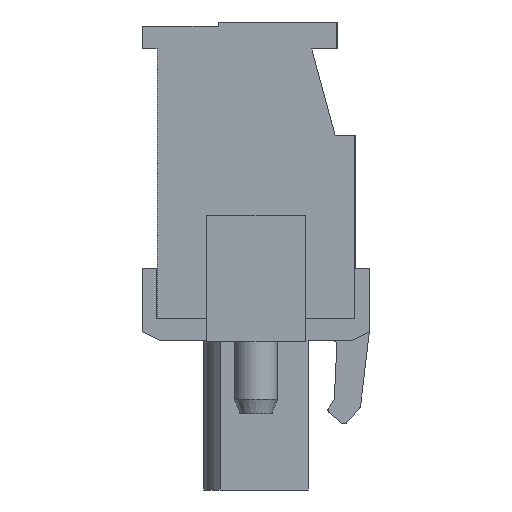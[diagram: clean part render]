
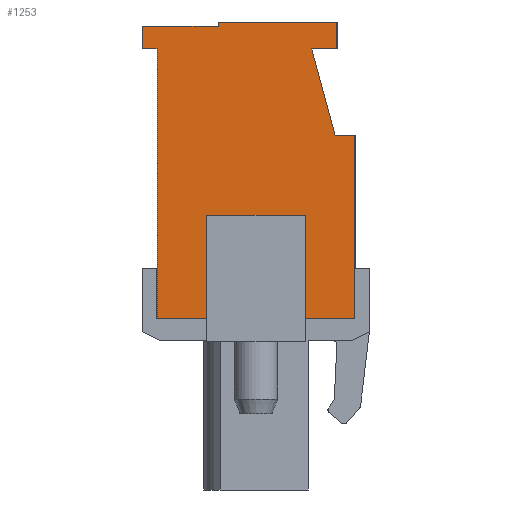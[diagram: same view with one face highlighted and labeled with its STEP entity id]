
A CAD part, left-side view. The second image highlights one B-rep face of the part: STEP entity #1253.
In plain terms, the highlighted planar face has unit normal (-1, 0, 0).
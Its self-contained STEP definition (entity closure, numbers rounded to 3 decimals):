
#1253 = ADVANCED_FACE( '', ( #3034 ), #3035, .T. );
#3034 = FACE_OUTER_BOUND( '', #5486, .T. );
#3035 = PLANE( '', #5487 );
#5486 = EDGE_LOOP( '', ( #8645, #8646, #8647, #8648, #8649, #8650, #8651, #8652, #8653, #8654, #8655, #8656, #8657, #8658, #8659, #8660 ) );
#5487 = AXIS2_PLACEMENT_3D( '', #8661, #8662, #8663 );
#8645 = ORIENTED_EDGE( '', *, *, #15643, .F. );
#8646 = ORIENTED_EDGE( '', *, *, #15644, .F. );
#8647 = ORIENTED_EDGE( '', *, *, #15645, .F. );
#8648 = ORIENTED_EDGE( '', *, *, #15288, .T. );
#8649 = ORIENTED_EDGE( '', *, *, #15046, .T. );
#8650 = ORIENTED_EDGE( '', *, *, #15646, .T. );
#8651 = ORIENTED_EDGE( '', *, *, #15647, .T. );
#8652 = ORIENTED_EDGE( '', *, *, #15574, .T. );
#8653 = ORIENTED_EDGE( '', *, *, #15648, .T. );
#8654 = ORIENTED_EDGE( '', *, *, #14995, .T. );
#8655 = ORIENTED_EDGE( '', *, *, #15649, .T. );
#8656 = ORIENTED_EDGE( '', *, *, #15650, .T. );
#8657 = ORIENTED_EDGE( '', *, *, #15651, .T. );
#8658 = ORIENTED_EDGE( '', *, *, #15652, .T. );
#8659 = ORIENTED_EDGE( '', *, *, #15437, .T. );
#8660 = ORIENTED_EDGE( '', *, *, #15290, .T. );
#8661 = CARTESIAN_POINT( '', ( -15.24, 0., 0. ) );
#8662 = DIRECTION( '', ( -1., 0., 0. ) );
#8663 = DIRECTION( '', ( 0., 0., 1. ) );
#14995 = EDGE_CURVE( '', #17935, #17936, #17937, .T. );
#15046 = EDGE_CURVE( '', #18034, #18032, #18035, .T. );
#15288 = EDGE_CURVE( '', #18472, #18034, #18473, .T. );
#15290 = EDGE_CURVE( '', #18436, #18474, #18476, .T. );
#15437 = EDGE_CURVE( '', #18739, #18436, #18740, .T. );
#15574 = EDGE_CURVE( '', #18973, #18974, #18975, .T. );
#15643 = EDGE_CURVE( '', #19092, #18474, #19093, .T. );
#15644 = EDGE_CURVE( '', #19094, #19092, #19095, .T. );
#15645 = EDGE_CURVE( '', #18472, #19094, #19096, .T. );
#15646 = EDGE_CURVE( '', #18032, #19097, #19098, .T. );
#15647 = EDGE_CURVE( '', #19097, #18973, #19099, .T. );
#15648 = EDGE_CURVE( '', #18974, #17935, #19100, .T. );
#15649 = EDGE_CURVE( '', #17936, #19101, #19102, .T. );
#15650 = EDGE_CURVE( '', #19101, #19103, #19104, .T. );
#15651 = EDGE_CURVE( '', #19103, #19105, #19106, .T. );
#15652 = EDGE_CURVE( '', #19105, #18739, #19107, .T. );
#17935 = VERTEX_POINT( '', #22274 );
#17936 = VERTEX_POINT( '', #22275 );
#17937 = LINE( '', #22276, #22277 );
#18032 = VERTEX_POINT( '', #22412 );
#18034 = VERTEX_POINT( '', #22415 );
#18035 = LINE( '', #22416, #22417 );
#18436 = VERTEX_POINT( '', #23011 );
#18472 = VERTEX_POINT( '', #23069 );
#18473 = LINE( '', #23070, #23071 );
#18474 = VERTEX_POINT( '', #23072 );
#18476 = LINE( '', #23075, #23076 );
#18739 = VERTEX_POINT( '', #23442 );
#18740 = LINE( '', #23443, #23444 );
#18973 = VERTEX_POINT( '', #23787 );
#18974 = VERTEX_POINT( '', #23788 );
#18975 = LINE( '', #23789, #23790 );
#19092 = VERTEX_POINT( '', #23959 );
#19093 = LINE( '', #23960, #23961 );
#19094 = VERTEX_POINT( '', #23962 );
#19095 = LINE( '', #23963, #23964 );
#19096 = LINE( '', #23965, #23966 );
#19097 = VERTEX_POINT( '', #23967 );
#19098 = LINE( '', #23968, #23969 );
#19099 = LINE( '', #23970, #23971 );
#19100 = LINE( '', #23972, #23973 );
#19101 = VERTEX_POINT( '', #23974 );
#19102 = LINE( '', #23975, #23976 );
#19103 = VERTEX_POINT( '', #23977 );
#19104 = LINE( '', #23978, #23979 );
#19105 = VERTEX_POINT( '', #23980 );
#19106 = LINE( '', #23981, #23982 );
#19107 = LINE( '', #23983, #23984 );
#22274 = CARTESIAN_POINT( '', ( -15.24, -4.5, 9. ) );
#22275 = CARTESIAN_POINT( '', ( -15.24, 2.1, 9. ) );
#22276 = CARTESIAN_POINT( '', ( -15.24, -4.5, 9. ) );
#22277 = VECTOR( '', #28481, 1000. );
#22412 = CARTESIAN_POINT( '', ( -15.24, -5.5, 2.7 ) );
#22415 = CARTESIAN_POINT( '', ( -15.24, -5.5, -7.5 ) );
#22416 = CARTESIAN_POINT( '', ( -15.24, -5.5, -7.5 ) );
#22417 = VECTOR( '', #28538, 1000. );
#23011 = CARTESIAN_POINT( '', ( -15.24, 5.5, -7.5 ) );
#23069 = CARTESIAN_POINT( '', ( -15.24, -2.75, -7.5 ) );
#23070 = CARTESIAN_POINT( '', ( -15.24, 5.5, -7.5 ) );
#23071 = VECTOR( '', #28753, 1000. );
#23072 = CARTESIAN_POINT( '', ( -15.24, 2.75, -7.5 ) );
#23075 = CARTESIAN_POINT( '', ( -15.24, 5.5, -7.5 ) );
#23076 = VECTOR( '', #28755, 1000. );
#23442 = CARTESIAN_POINT( '', ( -15.24, 5.5, 7.5 ) );
#23443 = CARTESIAN_POINT( '', ( -15.24, 5.5, 7.5 ) );
#23444 = VECTOR( '', #28922, 1000. );
#23787 = CARTESIAN_POINT( '', ( -15.24, -3.1, 7.5 ) );
#23788 = CARTESIAN_POINT( '', ( -15.24, -4.5, 7.5 ) );
#23789 = CARTESIAN_POINT( '', ( -15.24, -3.1, 7.5 ) );
#23790 = VECTOR( '', #29042, 1000. );
#23959 = CARTESIAN_POINT( '', ( -15.24, 2.75, -1.75 ) );
#23960 = CARTESIAN_POINT( '', ( -15.24, 2.75, -1.75 ) );
#23961 = VECTOR( '', #29104, 1000. );
#23962 = CARTESIAN_POINT( '', ( -15.24, -2.75, -1.75 ) );
#23963 = CARTESIAN_POINT( '', ( -15.24, -2.75, -1.75 ) );
#23964 = VECTOR( '', #29105, 1000. );
#23965 = CARTESIAN_POINT( '', ( -15.24, -2.75, -8.75 ) );
#23966 = VECTOR( '', #29106, 1000. );
#23967 = CARTESIAN_POINT( '', ( -15.24, -4.4, 2.7 ) );
#23968 = CARTESIAN_POINT( '', ( -15.24, -5.5, 2.7 ) );
#23969 = VECTOR( '', #29107, 1000. );
#23970 = CARTESIAN_POINT( '', ( -15.24, -4.4, 2.7 ) );
#23971 = VECTOR( '', #29108, 1000. );
#23972 = CARTESIAN_POINT( '', ( -15.24, -4.5, 7.5 ) );
#23973 = VECTOR( '', #29109, 1000. );
#23974 = CARTESIAN_POINT( '', ( -15.24, 2.1, 8.75 ) );
#23975 = CARTESIAN_POINT( '', ( -15.24, 2.1, 9. ) );
#23976 = VECTOR( '', #29110, 1000. );
#23977 = CARTESIAN_POINT( '', ( -15.24, 6.3, 8.75 ) );
#23978 = CARTESIAN_POINT( '', ( -15.24, 2.1, 8.75 ) );
#23979 = VECTOR( '', #29111, 1000. );
#23980 = CARTESIAN_POINT( '', ( -15.24, 6.3, 7.5 ) );
#23981 = CARTESIAN_POINT( '', ( -15.24, 6.3, 8.75 ) );
#23982 = VECTOR( '', #29112, 1000. );
#23983 = CARTESIAN_POINT( '', ( -15.24, 6.3, 7.5 ) );
#23984 = VECTOR( '', #29113, 1000. );
#28481 = DIRECTION( '', ( 0., 1., 0. ) );
#28538 = DIRECTION( '', ( 0., 0., 1. ) );
#28753 = DIRECTION( '', ( 0., -1., 0. ) );
#28755 = DIRECTION( '', ( 0., -1., 0. ) );
#28922 = DIRECTION( '', ( 0., 0., -1. ) );
#29042 = DIRECTION( '', ( 0., -1., 0. ) );
#29104 = DIRECTION( '', ( 0., 0., -1. ) );
#29105 = DIRECTION( '', ( 0., 1., 0. ) );
#29106 = DIRECTION( '', ( 0., 0., 1. ) );
#29107 = DIRECTION( '', ( 0., 1., 0. ) );
#29108 = DIRECTION( '', ( 0., 0.261, 0.965 ) );
#29109 = DIRECTION( '', ( 0., 0., 1. ) );
#29110 = DIRECTION( '', ( 0., 0., -1. ) );
#29111 = DIRECTION( '', ( 0., 1., 0. ) );
#29112 = DIRECTION( '', ( 0., 0., -1. ) );
#29113 = DIRECTION( '', ( 0., -1., 0. ) );
